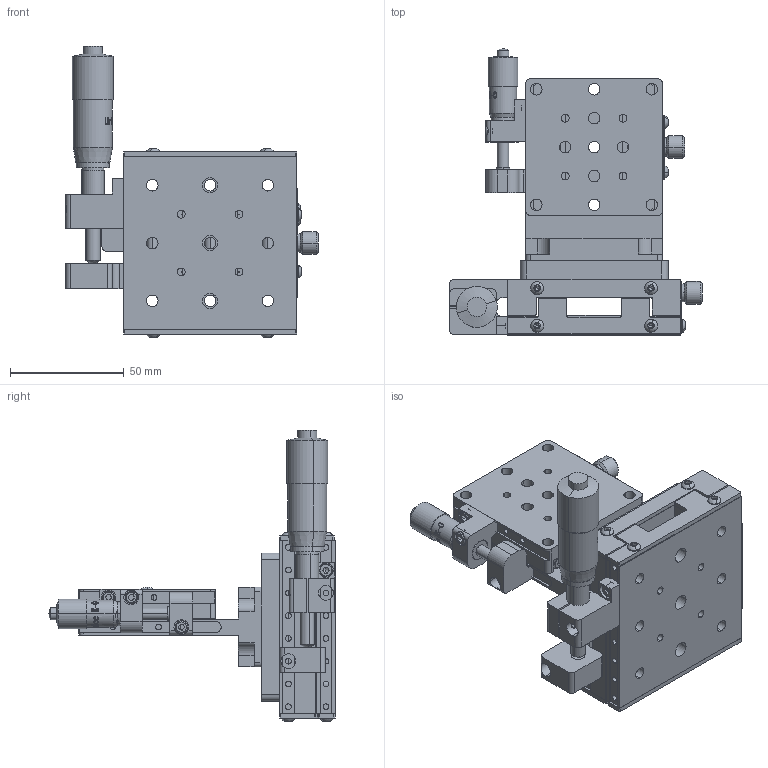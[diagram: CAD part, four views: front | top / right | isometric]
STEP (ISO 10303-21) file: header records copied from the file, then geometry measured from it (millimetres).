
FILE_DESCRIPTION (( 'STEP AP214' ), '1' );
FILE_NAME ('06MVS-1.STEP', '2018-02-09T06:30:32', ( '' ), ( '' ), 'SwSTEP 2.0', 'SolidWorks 2016', '' );
FILE_SCHEMA (( 'AUTOMOTIVE_DESIGN' ));
Length unit declared in the file: millimetre
Products named in the file (1): 06MVS-1
Bounding box: 111.1 x 125.65 x 128.15 mm (x, y, z)
Surface area: 94455.5 mm2 (no closed solid volume)
Topology: 0 solids, 89 shells, 1010 faces, 4157 edges, 3138 vertices
Faces by surface type: plane 474, cylinder 391, cone 88, sphere 26, torus 20, bspline 11
Entity records: 62224 total; most frequent: CARTESIAN_POINT 16982, DIRECTION 7096, ORIENTED_EDGE 6247, EDGE_CURVE 4129, VERTEX_POINT 3138, AXIS2_PLACEMENT_3D 2481, VECTOR 2134, LINE 2134
